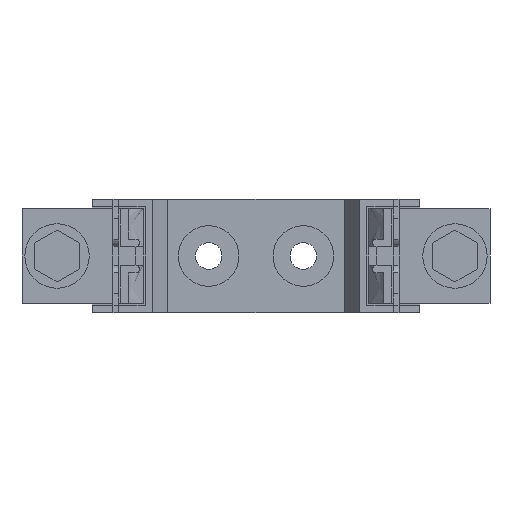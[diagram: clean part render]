
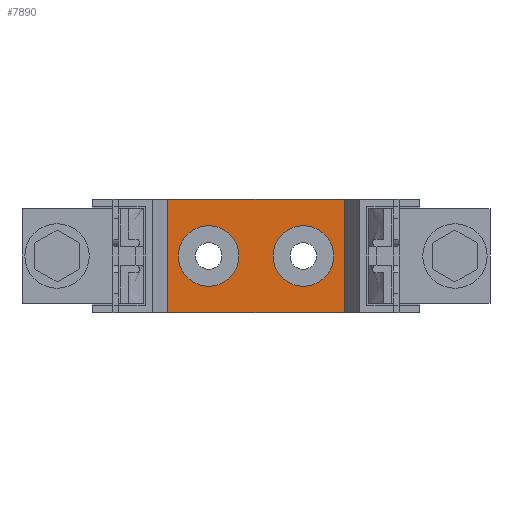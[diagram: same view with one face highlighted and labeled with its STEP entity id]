
A CAD part, front view. The second image highlights one B-rep face of the part: STEP entity #7890.
In plain terms, the highlighted planar face has unit normal (0, -1, 0).
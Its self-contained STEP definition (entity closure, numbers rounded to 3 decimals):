
#129 = ORIENTED_EDGE ( 'NONE', *, *, #5672, .F. ) ;
#232 = VERTEX_POINT ( 'NONE', #2168 ) ;
#446 = DIRECTION ( 'NONE',  ( 0., 0., 1. ) ) ;
#461 = LINE ( 'NONE', #8901, #2471 ) ;
#534 = CARTESIAN_POINT ( 'NONE',  ( 12.5, 6., 0. ) ) ;
#765 = CIRCLE ( 'NONE', #2462, 8. ) ;
#796 = ORIENTED_EDGE ( 'NONE', *, *, #9170, .F. ) ;
#814 = VERTEX_POINT ( 'NONE', #8536 ) ;
#1041 = EDGE_CURVE ( 'NONE', #6353, #232, #5753, .T. ) ;
#1168 = PLANE ( 'NONE',  #1453 ) ;
#1205 = CARTESIAN_POINT ( 'NONE',  ( 23.25, 6., -15. ) ) ;
#1283 = DIRECTION ( 'NONE',  ( 1., 0., 0. ) ) ;
#1346 = DIRECTION ( 'NONE',  ( 0., 0., 1. ) ) ;
#1453 = AXIS2_PLACEMENT_3D ( 'NONE', #8503, #1924, #7156 ) ;
#1514 = EDGE_LOOP ( 'NONE', ( #7624, #796 ) ) ;
#1684 = DIRECTION ( 'NONE',  ( 0., -1., 0. ) ) ;
#1762 = CIRCLE ( 'NONE', #6256, 8. ) ;
#1837 = CARTESIAN_POINT ( 'NONE',  ( -23.25, 6., 15. ) ) ;
#1924 = DIRECTION ( 'NONE',  ( 0., 1., 0. ) ) ;
#1941 = EDGE_CURVE ( 'NONE', #2577, #2759, #461, .T. ) ;
#1973 = CARTESIAN_POINT ( 'NONE',  ( 23.25, 6., -15. ) ) ;
#1974 = ORIENTED_EDGE ( 'NONE', *, *, #5555, .F. ) ;
#2111 = CIRCLE ( 'NONE', #5912, 8. ) ;
#2121 = VERTEX_POINT ( 'NONE', #4662 ) ;
#2168 = CARTESIAN_POINT ( 'NONE',  ( -23.25, 6., -15. ) ) ;
#2383 = ORIENTED_EDGE ( 'NONE', *, *, #2398, .T. ) ;
#2398 = EDGE_CURVE ( 'NONE', #6353, #2577, #4137, .T. ) ;
#2462 = AXIS2_PLACEMENT_3D ( 'NONE', #2772, #7993, #3521 ) ;
#2471 = VECTOR ( 'NONE', #6651, 1000. ) ;
#2577 = VERTEX_POINT ( 'NONE', #4569 ) ;
#2737 = DIRECTION ( 'NONE',  ( -1., 0., 0. ) ) ;
#2759 = VERTEX_POINT ( 'NONE', #1837 ) ;
#2772 = CARTESIAN_POINT ( 'NONE',  ( -12.5, 6., 0. ) ) ;
#3018 = EDGE_LOOP ( 'NONE', ( #129, #1974 ) ) ;
#3217 = VECTOR ( 'NONE', #1346, 1000. ) ;
#3521 = DIRECTION ( 'NONE',  ( 1., 0., 0. ) ) ;
#3855 = ORIENTED_EDGE ( 'NONE', *, *, #1941, .T. ) ;
#3971 = AXIS2_PLACEMENT_3D ( 'NONE', #8832, #4357, #9577 ) ;
#3977 = EDGE_LOOP ( 'NONE', ( #3855, #5811, #4852, #2383 ) ) ;
#4137 = LINE ( 'NONE', #1205, #7874 ) ;
#4357 = DIRECTION ( 'NONE',  ( 0., -1., 0. ) ) ;
#4363 = CARTESIAN_POINT ( 'NONE',  ( -4.5, 6., 0. ) ) ;
#4569 = CARTESIAN_POINT ( 'NONE',  ( 23.25, 6., 15. ) ) ;
#4662 = CARTESIAN_POINT ( 'NONE',  ( 20.5, 6., 0. ) ) ;
#4852 = ORIENTED_EDGE ( 'NONE', *, *, #1041, .F. ) ;
#5555 = EDGE_CURVE ( 'NONE', #814, #8031, #765, .T. ) ;
#5583 = CIRCLE ( 'NONE', #3971, 8. ) ;
#5672 = EDGE_CURVE ( 'NONE', #8031, #814, #5583, .T. ) ;
#5695 = FACE_BOUND ( 'NONE', #3018, .T. ) ;
#5753 = LINE ( 'NONE', #1973, #7490 ) ;
#5771 = DIRECTION ( 'NONE',  ( 0., -1., 0. ) ) ;
#5811 = ORIENTED_EDGE ( 'NONE', *, *, #6805, .F. ) ;
#5912 = AXIS2_PLACEMENT_3D ( 'NONE', #534, #5771, #1283 ) ;
#6172 = CARTESIAN_POINT ( 'NONE',  ( 12.5, 6., 0. ) ) ;
#6256 = AXIS2_PLACEMENT_3D ( 'NONE', #6172, #1684, #6919 ) ;
#6353 = VERTEX_POINT ( 'NONE', #6866 ) ;
#6587 = CARTESIAN_POINT ( 'NONE',  ( -23.25, 6., -15. ) ) ;
#6651 = DIRECTION ( 'NONE',  ( -1., 0., 0. ) ) ;
#6805 = EDGE_CURVE ( 'NONE', #232, #2759, #7180, .T. ) ;
#6866 = CARTESIAN_POINT ( 'NONE',  ( 23.25, 6., -15. ) ) ;
#6919 = DIRECTION ( 'NONE',  ( 1., 0., 0. ) ) ;
#7156 = DIRECTION ( 'NONE',  ( -1., 0., 0. ) ) ;
#7180 = LINE ( 'NONE', #6587, #3217 ) ;
#7490 = VECTOR ( 'NONE', #2737, 1000. ) ;
#7624 = ORIENTED_EDGE ( 'NONE', *, *, #8892, .F. ) ;
#7684 = FACE_OUTER_BOUND ( 'NONE', #3977, .T. ) ;
#7874 = VECTOR ( 'NONE', #446, 1000. ) ;
#7890 = ADVANCED_FACE ( 'NONE', ( #9414, #5695, #7684 ), #1168, .F. ) ;
#7993 = DIRECTION ( 'NONE',  ( 0., -1., 0. ) ) ;
#8031 = VERTEX_POINT ( 'NONE', #4363 ) ;
#8264 = VERTEX_POINT ( 'NONE', #9138 ) ;
#8503 = CARTESIAN_POINT ( 'NONE',  ( 23.25, 6., -15. ) ) ;
#8536 = CARTESIAN_POINT ( 'NONE',  ( -20.5, 6., 0. ) ) ;
#8832 = CARTESIAN_POINT ( 'NONE',  ( -12.5, 6., 0. ) ) ;
#8892 = EDGE_CURVE ( 'NONE', #2121, #8264, #2111, .T. ) ;
#8901 = CARTESIAN_POINT ( 'NONE',  ( 23.25, 6., 15. ) ) ;
#9138 = CARTESIAN_POINT ( 'NONE',  ( 4.5, 6., 0. ) ) ;
#9170 = EDGE_CURVE ( 'NONE', #8264, #2121, #1762, .T. ) ;
#9414 = FACE_BOUND ( 'NONE', #1514, .T. ) ;
#9577 = DIRECTION ( 'NONE',  ( 1., 0., 0. ) ) ;
